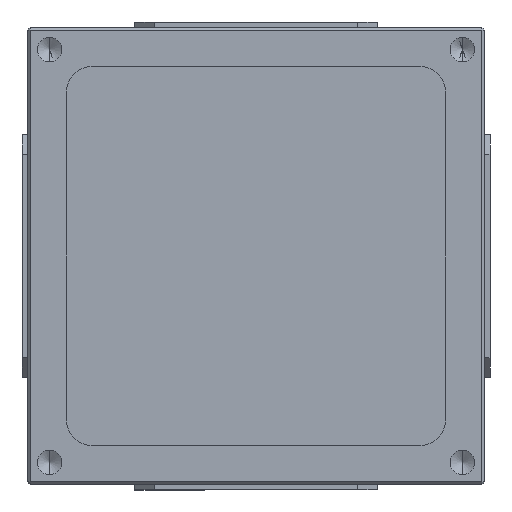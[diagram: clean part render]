
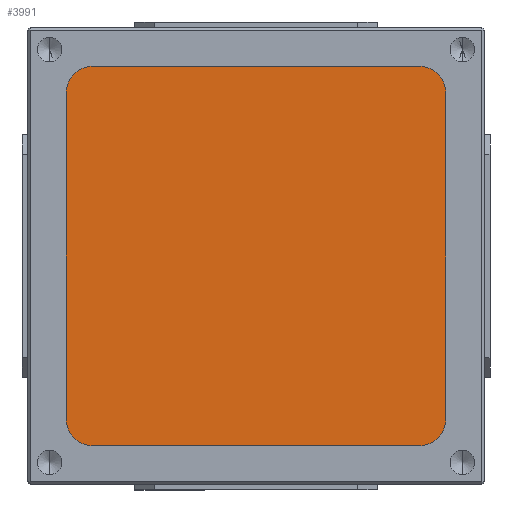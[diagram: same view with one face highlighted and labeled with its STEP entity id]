
A CAD part, left-side view. The second image highlights one B-rep face of the part: STEP entity #3991.
In plain terms, the highlighted planar face has unit normal (-1, 0, 0).
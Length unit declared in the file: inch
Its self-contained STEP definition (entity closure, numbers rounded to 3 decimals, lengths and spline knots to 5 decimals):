
#219 = CARTESIAN_POINT ( 'NONE',  ( 0.83731, 0.20617, -0.23162 ) ) ;
#713 = DIRECTION ( 'NONE',  ( 0., 0., -1. ) ) ;
#1274 = VERTEX_POINT ( 'NONE', #14035 ) ;
#1280 = VERTEX_POINT ( 'NONE', #11572 ) ;
#1503 = DIRECTION ( 'NONE',  ( 0., 0., 1. ) ) ;
#2050 = ORIENTED_EDGE ( 'NONE', *, *, #7310, .T. ) ;
#2189 = CARTESIAN_POINT ( 'NONE',  ( 0.83731, -1.07383, -0.23162 ) ) ;
#2359 = LINE ( 'NONE', #2582, #12167 ) ;
#2582 = CARTESIAN_POINT ( 'NONE',  ( 0.83731, -1.17383, -0.13162 ) ) ;
#2647 = EDGE_CURVE ( 'NONE', #8581, #6987, #2359, .T. ) ;
#2648 = LINE ( 'NONE', #3778, #4916 ) ;
#2699 = DIRECTION ( 'NONE',  ( -1., 0., 0. ) ) ;
#2861 = CARTESIAN_POINT ( 'NONE',  ( 0.83731, 0.10617, -0.13162 ) ) ;
#2975 = DIRECTION ( 'NONE',  ( -1., 0., 0. ) ) ;
#3204 = ORIENTED_EDGE ( 'NONE', *, *, #11169, .T. ) ;
#3250 = AXIS2_PLACEMENT_3D ( 'NONE', #11000, #2975, #12201 ) ;
#3514 = CARTESIAN_POINT ( 'NONE',  ( 0.83731, -1.17383, -0.23162 ) ) ;
#3575 = EDGE_CURVE ( 'NONE', #6987, #8778, #14115, .T. ) ;
#3613 = VECTOR ( 'NONE', #713, 39.37008 ) ;
#3696 = ORIENTED_EDGE ( 'NONE', *, *, #3972, .T. ) ;
#3707 = DIRECTION ( 'NONE',  ( 0., 0., 1. ) ) ;
#3778 = CARTESIAN_POINT ( 'NONE',  ( 0.83731, -1.17383, -1.51162 ) ) ;
#3848 = PLANE ( 'NONE',  #12449 ) ;
#3972 = EDGE_CURVE ( 'NONE', #1274, #5225, #2648, .T. ) ;
#3991 = ADVANCED_FACE ( 'NONE', ( #8259 ), #3848, .T. ) ;
#4041 = LINE ( 'NONE', #8514, #14382 ) ;
#4296 = EDGE_CURVE ( 'NONE', #5225, #8581, #5962, .T. ) ;
#4374 = CARTESIAN_POINT ( 'NONE',  ( 0.83731, -1.07383, -1.51162 ) ) ;
#4703 = DIRECTION ( 'NONE',  ( -1., 0., 0. ) ) ;
#4889 = CARTESIAN_POINT ( 'NONE',  ( 0.83731, -0.48383, -0.82162 ) ) ;
#4916 = VECTOR ( 'NONE', #7139, 39.37008 ) ;
#5028 = EDGE_LOOP ( 'NONE', ( #3696, #8391, #12102, #12009, #8373, #3204, #2050, #11588 ) ) ;
#5197 = DIRECTION ( 'NONE',  ( 0., 0., 1. ) ) ;
#5225 = VERTEX_POINT ( 'NONE', #3514 ) ;
#5962 = CIRCLE ( 'NONE', #11618, 0.1 ) ;
#6987 = VERTEX_POINT ( 'NONE', #2861 ) ;
#7139 = DIRECTION ( 'NONE',  ( 0., 0., 1. ) ) ;
#7310 = EDGE_CURVE ( 'NONE', #14407, #13661, #4041, .T. ) ;
#7588 = LINE ( 'NONE', #10825, #3613 ) ;
#7775 = CIRCLE ( 'NONE', #14155, 0.1 ) ;
#8259 = FACE_OUTER_BOUND ( 'NONE', #5028, .T. ) ;
#8335 = DIRECTION ( 'NONE',  ( -1., 0., 0. ) ) ;
#8373 = ORIENTED_EDGE ( 'NONE', *, *, #12409, .T. ) ;
#8391 = ORIENTED_EDGE ( 'NONE', *, *, #4296, .T. ) ;
#8514 = CARTESIAN_POINT ( 'NONE',  ( 0.83731, 0.20617, -1.51162 ) ) ;
#8581 = VERTEX_POINT ( 'NONE', #9470 ) ;
#8701 = CARTESIAN_POINT ( 'NONE',  ( 0.83731, 0.10617, -1.51162 ) ) ;
#8778 = VERTEX_POINT ( 'NONE', #219 ) ;
#9325 = DIRECTION ( 'NONE',  ( 0., 0., 1. ) ) ;
#9470 = CARTESIAN_POINT ( 'NONE',  ( 0.83731, -1.07383, -0.13162 ) ) ;
#10738 = EDGE_CURVE ( 'NONE', #13661, #1274, #11036, .T. ) ;
#10825 = CARTESIAN_POINT ( 'NONE',  ( 0.83731, 0.20617, -0.13162 ) ) ;
#10982 = CARTESIAN_POINT ( 'NONE',  ( 0.83731, -1.07383, -1.41162 ) ) ;
#11000 = CARTESIAN_POINT ( 'NONE',  ( 0.83731, 0.10617, -0.23162 ) ) ;
#11036 = CIRCLE ( 'NONE', #12475, 0.1 ) ;
#11169 = EDGE_CURVE ( 'NONE', #1280, #14407, #7775, .T. ) ;
#11572 = CARTESIAN_POINT ( 'NONE',  ( 0.83731, 0.20617, -1.41162 ) ) ;
#11586 = DIRECTION ( 'NONE',  ( 0., 1., 0. ) ) ;
#11588 = ORIENTED_EDGE ( 'NONE', *, *, #10738, .T. ) ;
#11618 = AXIS2_PLACEMENT_3D ( 'NONE', #2189, #2699, #9325 ) ;
#12009 = ORIENTED_EDGE ( 'NONE', *, *, #3575, .T. ) ;
#12102 = ORIENTED_EDGE ( 'NONE', *, *, #2647, .T. ) ;
#12151 = DIRECTION ( 'NONE',  ( 0., -1., 0. ) ) ;
#12167 = VECTOR ( 'NONE', #11586, 39.37008 ) ;
#12201 = DIRECTION ( 'NONE',  ( 0., 0., 1. ) ) ;
#12409 = EDGE_CURVE ( 'NONE', #8778, #1280, #7588, .T. ) ;
#12449 = AXIS2_PLACEMENT_3D ( 'NONE', #4889, #8335, #3707 ) ;
#12475 = AXIS2_PLACEMENT_3D ( 'NONE', #10982, #14196, #5197 ) ;
#13636 = CARTESIAN_POINT ( 'NONE',  ( 0.83731, 0.10617, -1.41162 ) ) ;
#13661 = VERTEX_POINT ( 'NONE', #4374 ) ;
#14035 = CARTESIAN_POINT ( 'NONE',  ( 0.83731, -1.17383, -1.41162 ) ) ;
#14115 = CIRCLE ( 'NONE', #3250, 0.1 ) ;
#14155 = AXIS2_PLACEMENT_3D ( 'NONE', #13636, #4703, #1503 ) ;
#14196 = DIRECTION ( 'NONE',  ( -1., 0., 0. ) ) ;
#14382 = VECTOR ( 'NONE', #12151, 39.37008 ) ;
#14407 = VERTEX_POINT ( 'NONE', #8701 ) ;
